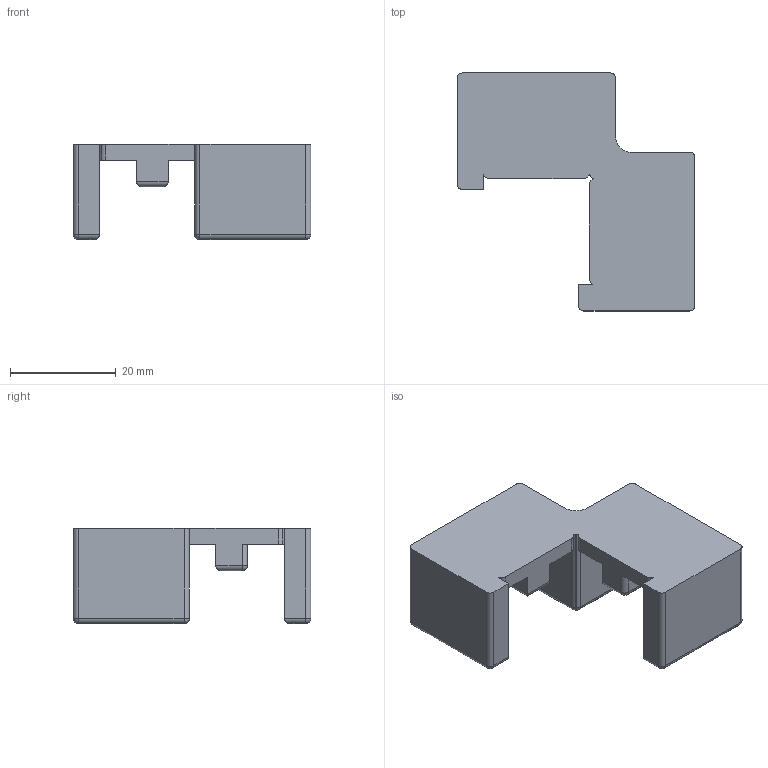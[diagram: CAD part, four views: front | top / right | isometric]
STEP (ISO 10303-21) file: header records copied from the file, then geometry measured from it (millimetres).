
FILE_DESCRIPTION(/* description */ (''),/* implementation_level */ '2;1');
FILE_NAME(/* name */ 'jig.step',/* time_stamp */ '2020-09-30T08:59:19-04:00',/* author */ (''),/* organization */ (''),/* preprocessor_version */ 'ST-DEVELOPER v18.1',/* originating_system */ 'Autodesk Translation Framework v9.3.0.1241',/* authorisation */ '');
FILE_SCHEMA (('AUTOMOTIVE_DESIGN { 1 0 10303 214 3 1 1 }'));
Length unit declared in the file: millimetre
Products named in the file (1): Jig
Bounding box: 45 x 45 x 18 mm (x, y, z)
Volume: 10637.6 mm3; surface area: 6069.6 mm2
Topology: 1 solids, 1 shells, 92 faces, 216 edges, 126 vertices
Faces by surface type: cylinder 43, plane 33, sphere 15, torus 1
Entity records: 2623 total; most frequent: DIRECTION 484, CARTESIAN_POINT 435, ORIENTED_EDGE 432, EDGE_CURVE 216, AXIS2_PLACEMENT_3D 175, LINE 134, VECTOR 134, VERTEX_POINT 126
